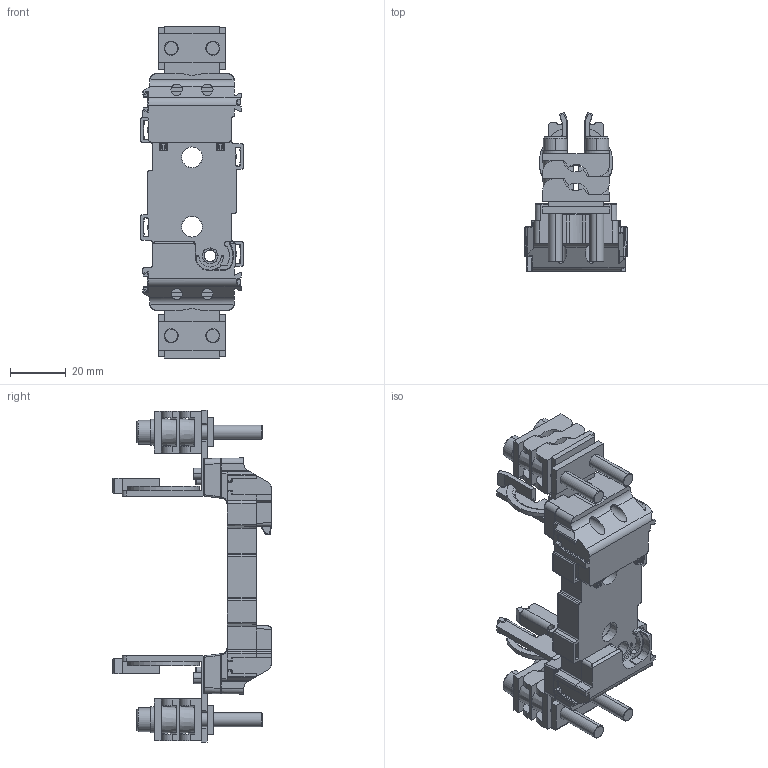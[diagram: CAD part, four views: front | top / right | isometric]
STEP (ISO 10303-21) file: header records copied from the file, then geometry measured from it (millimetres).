
FILE_DESCRIPTION((''),'2;1');
FILE_NAME('004121300_PT00_M8-M8_1P_ASM','2023-10-24T13:34:46',('klemen.sitar'),('Audax d.o.o.'),'CREO PARAMETRIC BY PTC INC, 2021304','CREO PARAMETRIC BY PTC INC, 2021304','');
FILE_SCHEMA(('AP242_MANAGED_MODEL_BASED_3D_ENGINEERING_MIM_LF { 1 0 10303 442 1 1 4 }'));
Products named in the file (19): BASE_V2_1_1_2_1_1; ETI_LOGO_9_9X5_78MM; 0000046567_1_1_2_3_1_1_1; 0000046566_1_1_2_3_1_1_1; 0000046594_1_1_1_1_1; 0000046581_1_1_2_3_1_1_1; 0000046592_1_1_1_1_1; 0000046567_1_1_2_3_1; 0000046566_1_1_2_3_1; 0000046594_1_1_1; 0000046581_1_1_2_3_1; 0000046592_1_1_1; 0000046519_1_1_2_3_4_1_1; 0000046559_1_1_2_3_4_5_6_1_1; 0000031008_AF0_1_1_2_3_4_5_6_1; 0000031008_AF1_1_1_2_3_4_5_6__1; ASM0028_ASM_1_1_ASM; 004121307_PT00_2P00-2P00_1P_ASM; 004121300_PT00_M8-M8_1P_ASM
Assembly tree (28 placements, depth 4):
  004121300_PT00_M8-M8_1P_ASM
    BASE_V2_1_1_2_1_1
    ETI_LOGO_9_9X5_78MM
    004121307_PT00_2P00-2P00_1P_ASM
      ASM0028_ASM_1_1_ASM
        0000046567_1_1_2_3_1_1_1  x2
        0000046566_1_1_2_3_1_1_1
        0000046594_1_1_1_1_1
        0000046581_1_1_2_3_1_1_1  x2
        0000046592_1_1_1_1_1  x2
        0000046567_1_1_2_3_1  x2
        0000046566_1_1_2_3_1
        0000046594_1_1_1
        0000046581_1_1_2_3_1  x2
        0000046592_1_1_1  x2
        0000046519_1_1_2_3_4_1_1  x2
        0000046559_1_1_2_3_4_5_6_1_1  x4
        0000031008_AF0_1_1_2_3_4_5_6_1
        0000031008_AF1_1_1_2_3_4_5_6__1
Bounding box: 37 x 57.2 x 119.5 mm (x, y, z)
Volume: 53529.7 mm3; surface area: 38505.2 mm2
Topology: 28 solids, 59 shells, 2047 faces, 5192 edges, 3174 vertices
Faces by surface type: plane 842, cylinder 735, bspline 204, torus 129, sphere 68, cone 64, extrusion 4, revolution 1
Entity records: 95428 total; most frequent: CARTESIAN_POINT 26043, ORIENTED_EDGE 8794, DIRECTION 7948, PRESENTATION_STYLE_ASSIGNMENT 6221, STYLED_ITEM 6221, CURVE_STYLE 4420, EDGE_CURVE 4415, AXIS2_PLACEMENT_3D 2823
